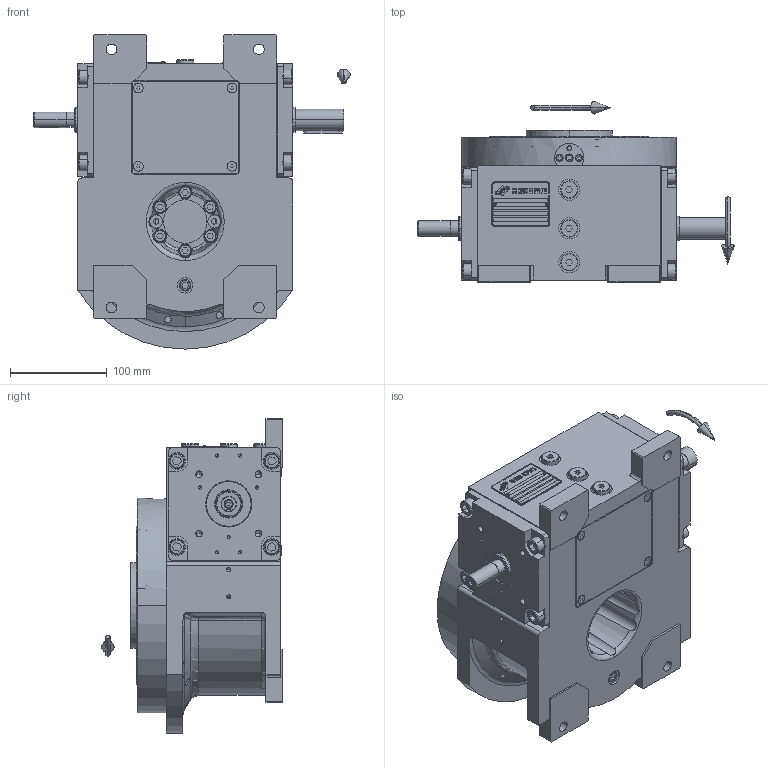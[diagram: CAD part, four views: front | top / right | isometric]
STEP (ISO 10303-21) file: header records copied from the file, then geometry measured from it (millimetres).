
FILE_DESCRIPTION (( 'STEP AP203' ), '1' );
FILE_NAME ('PC5201966.step', '2026-03-24T08:34:13', ( '' ), ( '' ), 'SwSTEP 2.0', 'SolidWorks 2020', '' );
FILE_SCHEMA (( 'CONFIG_CONTROL_DESIGN' ));
Length unit declared in the file: millimetre
Products named in the file (79): rig06_016; rig06_004; cfn2000_01_103; cfn2000_01_124; olio_agip_blasia_150; rig06_005_n_01; rig06_015; cfn2128_19_002; CFN2223_01-570X6-B^rig06_071_06_m_asm(2)_rig06_071_06_m_asm.stp; cfn2155_01_303; CFN2203_02_001^rig06_071_06_m_asm(2)_rig06_071_06_m_asm.stp; PC5201966; rig06_007_master; cfn2201_01_040; cfn2003_01_054; cfn2000_01_126; AS_rig06_071_6_m; CFN2010_01_012^rig06_071_06_m_asm(2)_rig06_071_06_m_asm.stp; cfn2128_04_004; CFN2356_03_047^rig06_071_06_m_asm(2)_rig06_071_06_m_asm.stp; RIG06_021_AF0^RIG06_005_ASM_rig06_071_06_m_asm(2)_rig06_071_06_m_asm.stp; cfn2107_01_001; AS_rig06_016; cfn2276_01_074; cfn2115_02_182; cfn2151_01_109; AS_rig06_004; cfn2205_01_013; RIG06_005_ASM^rig06_071_06_m_asm(2)_rig06_071_06_m_asm.stp; cfn2155_01_056; cfn2000_01_161; AS_900_38_30_003; CFN2104_02_017^RIG06_005_ASM_rig06_071_06_m_asm(2)_rig06_071_06_m_asm.stp; cfn2476_01_002_60x46; cfn2115_02_165; 900_38_30_003; AS_rig06_015; AS_rig06_002_bc; cfn2151_01_090; freccia_angolare ...
Assembly tree (71 placements, depth 5):
  olio_agip_blasia_150
  CFN2223_01-570X6-B^rig06_071_06_m_asm(2)_rig06_071_06_m_asm.stp
  CFN2203_02_001^rig06_071_06_m_asm(2)_rig06_071_06_m_asm.stp
  PC5201966
    rig06_001_a
    AS_cfn2476_01_002_60x46
      cfn2476_01_002_60x46
      cfn2107_01_001
      cfn2107_01_001
    AS_rig06_071_6_m
      rig06_071_06_m_asm.stp
        RIG06_005_ASM^rig06_071_06_m_asm(2)_rig06_071_06_m_asm.stp
          RIG06_021_AF0^RIG06_005_ASM_rig06_071_06_m_asm(2)_rig06_071_06_m_asm.stp
          CFN2000_01_185^RIG06_005_ASM_rig06_071_06_m_asm(2)_rig06_071_06_m_asm.stp
          CFN2000_01_185^RIG06_005_ASM_rig06_071_06_m_asm(2)_rig06_071_06_m_asm.stp
          CFN2104_02_017^RIG06_005_ASM_rig06_071_06_m_asm(2)_rig06_071_06_m_asm.stp
        CFN2010_02_002^rig06_071_06_m_asm(2)_rig06_071_06_m_asm.stp
      cfn2000_01_124  x6
      cfn2000_01_124
      cfn2104_01_016  x2
      rig06_003_6
      rig06_005_n_01
      cfn2000_01_124
      cfn2000_01_124
      cfn2000_01_124
      cfn2155_01_303
    AS_rig06_015
      rig06_015
      cfn2073_01_012
      cfn2000_01_126
      cfn2000_01_126
      cfn2000_01_126
      cfn2000_01_126
      cfn2000_01_126
      cfn2000_01_126
    AS_rig06_004_s_001
      rig06_004_s_001
      cfn2070_05_005
      cfn2000_01_103
      cfn2000_01_103
      cfn2000_01_103
      cfn2000_01_103
      cfn2155_01_056
    AS_rig06_004
      rig06_004
      cfn2070_05_005
      cfn2000_01_103
      cfn2000_01_103
      cfn2000_01_103
      cfn2000_01_103
      cfn2155_01_056
    AS_rig06_002_bc
      rig06_002_bc
      cfn2115_02_182
    cfn2128_04_004
    cfn2128_04_004
    cfn2128_04_004
    cfn2128_19_002
    AS_rig06_016
      rig06_016
Bounding box: 327 x 187 x 325 mm (x, y, z)
Volume: 2320139.2 mm3; surface area: 749300.1 mm2
Topology: 62 solids, 62 shells, 1973 faces, 4897 edges, 3144 vertices
Faces by surface type: plane 1019, cylinder 629, cone 295, torus 18, bspline 6, sphere 6
Entity records: 67720 total; most frequent: CARTESIAN_POINT 14750, DIRECTION 9420, ORIENTED_EDGE 9074, EDGE_CURVE 4537, AXIS2_PLACEMENT_3D 3237, VERTEX_POINT 2963, VECTOR 2946, LINE 2946
